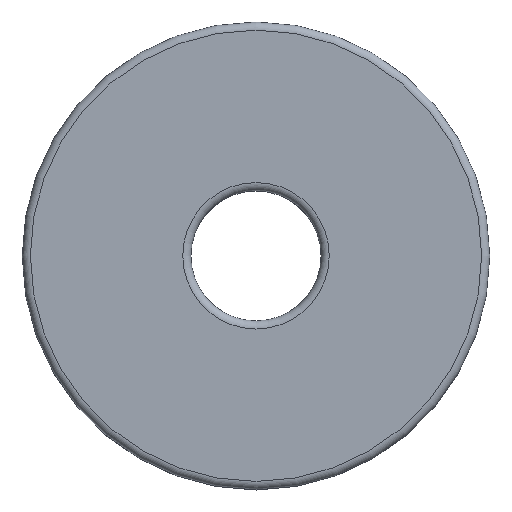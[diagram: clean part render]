
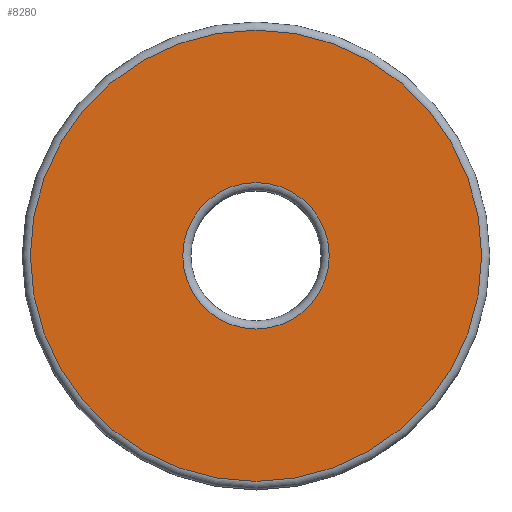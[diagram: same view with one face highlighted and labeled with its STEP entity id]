
A CAD part, top view. The second image highlights one B-rep face of the part: STEP entity #8280.
In plain terms, the highlighted planar face has unit normal (0, 0, 1).
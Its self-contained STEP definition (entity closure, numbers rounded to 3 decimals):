
#8105 = TOROIDAL_SURFACE('',#8106,4.5,0.5);
#8106 = AXIS2_PLACEMENT_3D('',#8107,#8108,#8109);
#8107 = CARTESIAN_POINT('',(0.,0.,13.5));
#8108 = DIRECTION('',(0.,0.,1.));
#8109 = DIRECTION('',(1.,0.,0.));
#8160 = TOROIDAL_SURFACE('',#8161,13.865,0.5);
#8161 = AXIS2_PLACEMENT_3D('',#8162,#8163,#8164);
#8162 = CARTESIAN_POINT('',(0.,0.,13.5));
#8163 = DIRECTION('',(0.,0.,1.));
#8164 = DIRECTION('',(1.,0.,0.));
#8178 = VERTEX_POINT('',#8179);
#8179 = CARTESIAN_POINT('',(4.5,0.,14.));
#8201 = EDGE_CURVE('',#8178,#8178,#8202,.T.);
#8202 = SURFACE_CURVE('',#8203,(#8208,#8215),.PCURVE_S1.);
#8203 = CIRCLE('',#8204,4.5);
#8204 = AXIS2_PLACEMENT_3D('',#8205,#8206,#8207);
#8205 = CARTESIAN_POINT('',(0.,0.,14.));
#8206 = DIRECTION('',(0.,0.,1.));
#8207 = DIRECTION('',(1.,0.,0.));
#8208 = PCURVE('',#8105,#8209);
#8209 = DEFINITIONAL_REPRESENTATION('',(#8210),#8214);
#8210 = LINE('',#8211,#8212);
#8211 = CARTESIAN_POINT('',(0.,1.571));
#8212 = VECTOR('',#8213,1.);
#8213 = DIRECTION('',(1.,0.));
#8214 = ( GEOMETRIC_REPRESENTATION_CONTEXT(2) 
PARAMETRIC_REPRESENTATION_CONTEXT() REPRESENTATION_CONTEXT('2D SPACE',''
  ) );
#8215 = PCURVE('',#8216,#8221);
#8216 = PLANE('',#8217);
#8217 = AXIS2_PLACEMENT_3D('',#8218,#8219,#8220);
#8218 = CARTESIAN_POINT('',(0.,0.,14.));
#8219 = DIRECTION('',(0.,0.,1.));
#8220 = DIRECTION('',(1.,0.,0.));
#8221 = DEFINITIONAL_REPRESENTATION('',(#8222),#8226);
#8222 = CIRCLE('',#8223,4.5);
#8223 = AXIS2_PLACEMENT_2D('',#8224,#8225);
#8224 = CARTESIAN_POINT('',(0.,0.));
#8225 = DIRECTION('',(1.,0.));
#8226 = ( GEOMETRIC_REPRESENTATION_CONTEXT(2) 
PARAMETRIC_REPRESENTATION_CONTEXT() REPRESENTATION_CONTEXT('2D SPACE',''
  ) );
#8234 = VERTEX_POINT('',#8235);
#8235 = CARTESIAN_POINT('',(13.865,0.,14.));
#8259 = EDGE_CURVE('',#8234,#8234,#8260,.T.);
#8260 = SURFACE_CURVE('',#8261,(#8266,#8273),.PCURVE_S1.);
#8261 = CIRCLE('',#8262,13.865);
#8262 = AXIS2_PLACEMENT_3D('',#8263,#8264,#8265);
#8263 = CARTESIAN_POINT('',(0.,0.,14.));
#8264 = DIRECTION('',(0.,0.,1.));
#8265 = DIRECTION('',(1.,0.,0.));
#8266 = PCURVE('',#8160,#8267);
#8267 = DEFINITIONAL_REPRESENTATION('',(#8268),#8272);
#8268 = LINE('',#8269,#8270);
#8269 = CARTESIAN_POINT('',(0.,1.571));
#8270 = VECTOR('',#8271,1.);
#8271 = DIRECTION('',(1.,0.));
#8272 = ( GEOMETRIC_REPRESENTATION_CONTEXT(2) 
PARAMETRIC_REPRESENTATION_CONTEXT() REPRESENTATION_CONTEXT('2D SPACE',''
  ) );
#8273 = PCURVE('',#8216,#8274);
#8274 = DEFINITIONAL_REPRESENTATION('',(#8275),#8279);
#8275 = CIRCLE('',#8276,13.865);
#8276 = AXIS2_PLACEMENT_2D('',#8277,#8278);
#8277 = CARTESIAN_POINT('',(0.,0.));
#8278 = DIRECTION('',(1.,0.));
#8279 = ( GEOMETRIC_REPRESENTATION_CONTEXT(2) 
PARAMETRIC_REPRESENTATION_CONTEXT() REPRESENTATION_CONTEXT('2D SPACE',''
  ) );
#8280 = ADVANCED_FACE('',(#8281,#8284),#8216,.T.);
#8281 = FACE_BOUND('',#8282,.T.);
#8282 = EDGE_LOOP('',(#8283));
#8283 = ORIENTED_EDGE('',*,*,#8259,.T.);
#8284 = FACE_BOUND('',#8285,.T.);
#8285 = EDGE_LOOP('',(#8286));
#8286 = ORIENTED_EDGE('',*,*,#8201,.F.);
